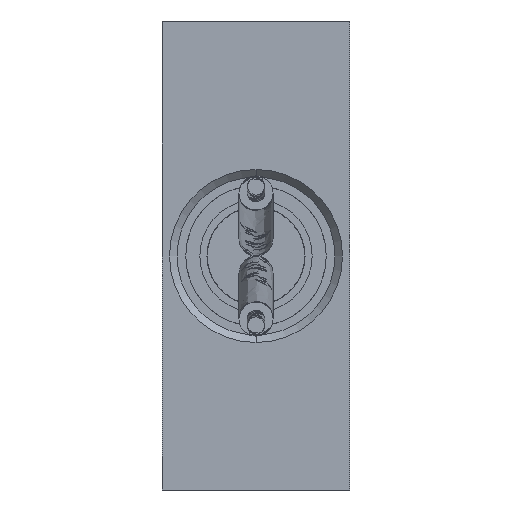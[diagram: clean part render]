
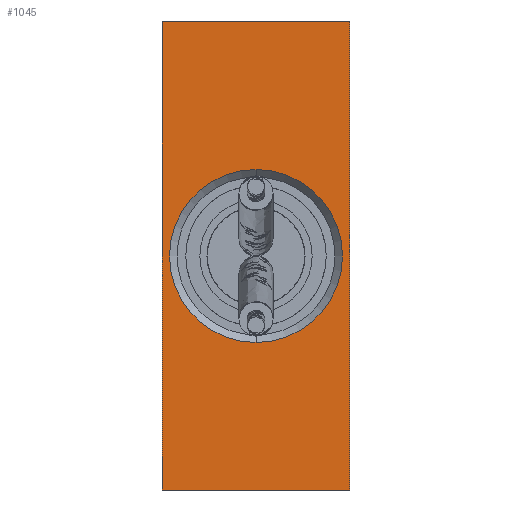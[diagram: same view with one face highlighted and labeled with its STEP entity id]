
A CAD part, left-side view. The second image highlights one B-rep face of the part: STEP entity #1045.
In plain terms, the highlighted planar face has unit normal (-1, 0, 0).
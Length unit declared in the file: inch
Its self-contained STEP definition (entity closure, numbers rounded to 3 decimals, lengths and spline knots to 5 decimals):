
#5 = AXIS2_PLACEMENT_3D ( 'NONE', #80, #1185, #1745 ) ;
#23 = EDGE_CURVE ( 'NONE', #244, #756, #641, .T. ) ;
#71 = EDGE_CURVE ( 'NONE', #167, #228, #1167, .T. ) ;
#80 = CARTESIAN_POINT ( 'NONE',  ( 1., 0., 0. ) ) ;
#89 = FACE_BOUND ( 'NONE', #718, .T. ) ;
#129 = AXIS2_PLACEMENT_3D ( 'NONE', #1591, #637, #748 ) ;
#167 = VERTEX_POINT ( 'NONE', #1399 ) ;
#174 = LINE ( 'NONE', #880, #498 ) ;
#183 = CARTESIAN_POINT ( 'NONE',  ( 1., 0.125, -0.3125 ) ) ;
#184 = DIRECTION ( 'NONE',  ( 0., -1., 0. ) ) ;
#214 = CIRCLE ( 'NONE', #129, 0.1155 ) ;
#228 = VERTEX_POINT ( 'NONE', #472 ) ;
#244 = VERTEX_POINT ( 'NONE', #1748 ) ;
#264 = VECTOR ( 'NONE', #1349, 39.37008 ) ;
#376 = PLANE ( 'NONE',  #726 ) ;
#377 = CARTESIAN_POINT ( 'NONE',  ( 1., -0.125, 0. ) ) ;
#385 = ORIENTED_EDGE ( 'NONE', *, *, #406, .T. ) ;
#406 = EDGE_CURVE ( 'NONE', #1726, #1341, #1580, .T. ) ;
#408 = EDGE_CURVE ( 'NONE', #228, #167, #214, .T. ) ;
#472 = CARTESIAN_POINT ( 'NONE',  ( 1., 0., 0.1155 ) ) ;
#497 = ORIENTED_EDGE ( 'NONE', *, *, #1120, .F. ) ;
#498 = VECTOR ( 'NONE', #184, 39.37008 ) ;
#627 = CARTESIAN_POINT ( 'NONE',  ( 1., -0.125, 0.3125 ) ) ;
#637 = DIRECTION ( 'NONE',  ( 1., 0., 0. ) ) ;
#641 = LINE ( 'NONE', #377, #1135 ) ;
#718 = EDGE_LOOP ( 'NONE', ( #1757, #1700 ) ) ;
#726 = AXIS2_PLACEMENT_3D ( 'NONE', #1744, #751, #1075 ) ;
#748 = DIRECTION ( 'NONE',  ( 0., 0., 1. ) ) ;
#751 = DIRECTION ( 'NONE',  ( -1., 0., 0. ) ) ;
#756 = VERTEX_POINT ( 'NONE', #627 ) ;
#790 = LINE ( 'NONE', #1631, #264 ) ;
#821 = ORIENTED_EDGE ( 'NONE', *, *, #23, .T. ) ;
#857 = CARTESIAN_POINT ( 'NONE',  ( 1., 0.125, 0.3125 ) ) ;
#880 = CARTESIAN_POINT ( 'NONE',  ( 1., -0.125, -0.3125 ) ) ;
#943 = EDGE_CURVE ( 'NONE', #1341, #244, #174, .T. ) ;
#1045 = ADVANCED_FACE ( 'NONE', ( #89, #1594 ), #376, .T. ) ;
#1075 = DIRECTION ( 'NONE',  ( 0., -1., 0. ) ) ;
#1085 = EDGE_LOOP ( 'NONE', ( #821, #497, #385, #1615 ) ) ;
#1120 = EDGE_CURVE ( 'NONE', #1726, #756, #790, .T. ) ;
#1135 = VECTOR ( 'NONE', #1474, 39.37008 ) ;
#1167 = CIRCLE ( 'NONE', #5, 0.1155 ) ;
#1185 = DIRECTION ( 'NONE',  ( 1., 0., 0. ) ) ;
#1341 = VERTEX_POINT ( 'NONE', #183 ) ;
#1349 = DIRECTION ( 'NONE',  ( 0., -1., 0. ) ) ;
#1399 = CARTESIAN_POINT ( 'NONE',  ( 1., 0., -0.1155 ) ) ;
#1433 = CARTESIAN_POINT ( 'NONE',  ( 1., 0.125, 0.3125 ) ) ;
#1462 = DIRECTION ( 'NONE',  ( 0., 0., -1. ) ) ;
#1474 = DIRECTION ( 'NONE',  ( 0., 0., 1. ) ) ;
#1580 = LINE ( 'NONE', #1433, #1782 ) ;
#1591 = CARTESIAN_POINT ( 'NONE',  ( 1., 0., 0. ) ) ;
#1594 = FACE_OUTER_BOUND ( 'NONE', #1085, .T. ) ;
#1615 = ORIENTED_EDGE ( 'NONE', *, *, #943, .T. ) ;
#1631 = CARTESIAN_POINT ( 'NONE',  ( 1., -0.125, 0.3125 ) ) ;
#1700 = ORIENTED_EDGE ( 'NONE', *, *, #71, .T. ) ;
#1726 = VERTEX_POINT ( 'NONE', #857 ) ;
#1744 = CARTESIAN_POINT ( 'NONE',  ( 1., -0.125, 0.3125 ) ) ;
#1745 = DIRECTION ( 'NONE',  ( 0., 0., 1. ) ) ;
#1748 = CARTESIAN_POINT ( 'NONE',  ( 1., -0.125, -0.3125 ) ) ;
#1757 = ORIENTED_EDGE ( 'NONE', *, *, #408, .T. ) ;
#1782 = VECTOR ( 'NONE', #1462, 39.37008 ) ;
